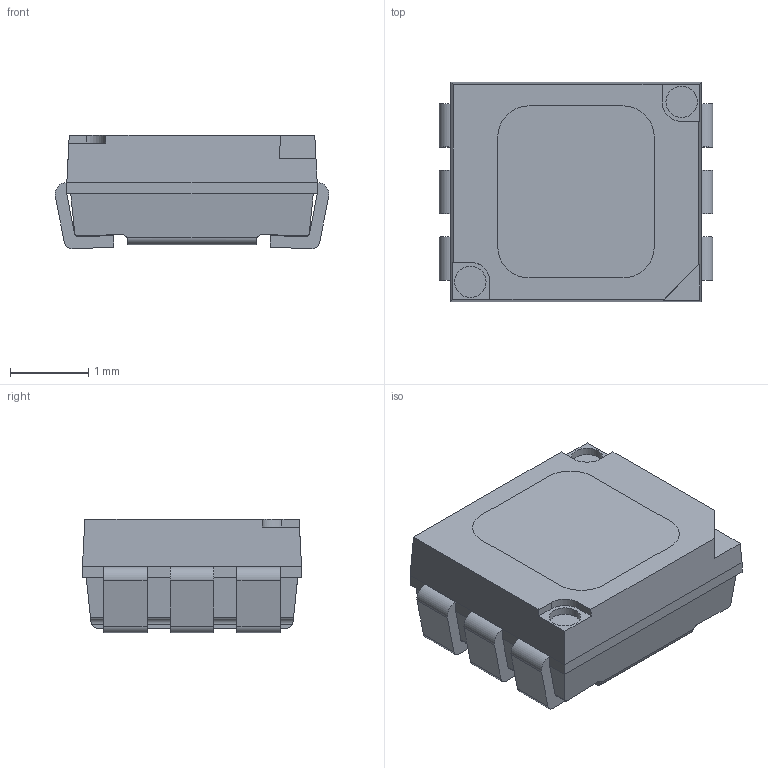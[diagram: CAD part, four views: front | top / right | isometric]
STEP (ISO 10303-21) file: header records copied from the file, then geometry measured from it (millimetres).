
FILE_DESCRIPTION(/* description */ ('Gehäuse'),/* implementation_level */ '2;1');
FILE_NAME(/* name */ '6.541-5111-3D.stp',/* time_stamp */ '2018-05-04T10:26:29+02:00',/* author */ ('nscholl'),/* organization */ (''),/* preprocessor_version */ 'ST-DEVELOPER v16.1',/* originating_system */ 'Autodesk Inventor 2016',/* authorisation */ '');
FILE_SCHEMA (('AUTOMOTIVE_DESIGN { 1 0 10303 214 3 1 1 }'));
Length unit declared in the file: millimetre
Products named in the file (4): 6.541-5111-3D-2; 6.541-5111-3D-3; 6.541-5111-3D-4; 6.541-5111-3D-1
Assembly tree (8 placements, depth 2):
  6.541-5111-3D-1
    6.541-5111-3D-2
    6.541-5111-3D-3
    6.541-5111-3D-4  x6
Bounding box: 3.5 x 2.8 x 1.45 mm (x, y, z)
Volume: 11.7 mm3; surface area: 60 mm2
Topology: 8 solids, 8 shells, 142 faces, 354 edges, 234 vertices
Faces by surface type: plane 96, cylinder 36, cone 8, torus 2
Full cylindrical faces by diameter (mm): 0.4 x2, 0.5 x1, 1 x1
Entity records: 2029 total; most frequent: ORIENTED_EDGE 366, CARTESIAN_POINT 357, EDGE_CURVE 183, DIRECTION 160, LINE 129, AXIS2_PLACEMENT_3D 128, VERTEX_POINT 124, VECTOR 91
